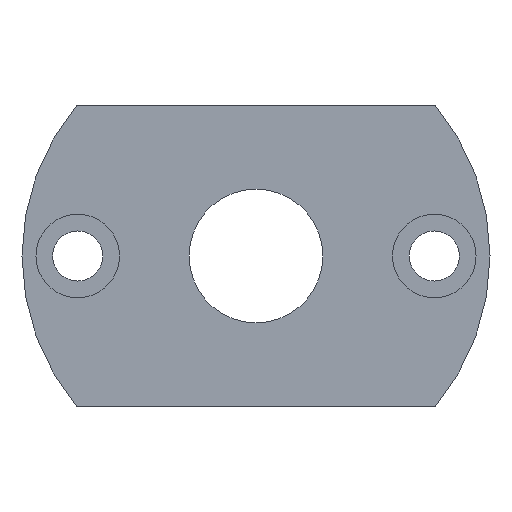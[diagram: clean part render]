
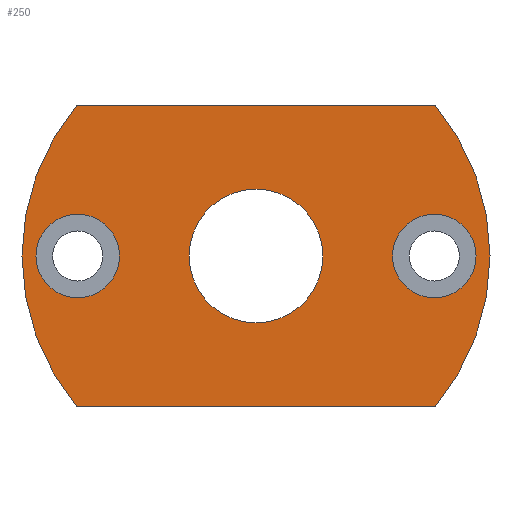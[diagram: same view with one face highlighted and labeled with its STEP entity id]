
A CAD part, left-side view. The second image highlights one B-rep face of the part: STEP entity #250.
In plain terms, the highlighted planar face has unit normal (-1, 0, 0).
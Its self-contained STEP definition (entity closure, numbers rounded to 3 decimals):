
#21=PLANE('',#283);
#30=CIRCLE('',#282,21.);
#31=CIRCLE('',#284,6.);
#32=CIRCLE('',#285,3.75);
#33=CIRCLE('',#286,3.75);
#34=CIRCLE('',#287,21.);
#52=ORIENTED_EDGE('',*,*,#106,.T.);
#53=ORIENTED_EDGE('',*,*,#107,.T.);
#54=ORIENTED_EDGE('',*,*,#108,.T.);
#55=ORIENTED_EDGE('',*,*,#109,.F.);
#56=ORIENTED_EDGE('',*,*,#110,.F.);
#57=ORIENTED_EDGE('',*,*,#105,.F.);
#58=ORIENTED_EDGE('',*,*,#111,.F.);
#105=EDGE_CURVE('',#132,#130,#30,.T.);
#106=EDGE_CURVE('',#133,#133,#31,.T.);
#107=EDGE_CURVE('',#134,#134,#32,.F.);
#108=EDGE_CURVE('',#135,#135,#33,.T.);
#109=EDGE_CURVE('',#136,#137,#34,.T.);
#110=EDGE_CURVE('',#130,#136,#154,.T.);
#111=EDGE_CURVE('',#137,#132,#155,.T.);
#130=VERTEX_POINT('',#405);
#132=VERTEX_POINT('',#409);
#133=VERTEX_POINT('',#413);
#134=VERTEX_POINT('',#415);
#135=VERTEX_POINT('',#417);
#136=VERTEX_POINT('',#419);
#137=VERTEX_POINT('',#420);
#154=LINE('',#421,#162);
#155=LINE('',#422,#163);
#162=VECTOR('',#337,1000.);
#163=VECTOR('',#338,1000.);
#169=EDGE_LOOP('',(#52));
#170=EDGE_LOOP('',(#53));
#171=EDGE_LOOP('',(#54));
#172=EDGE_LOOP('',(#55,#56,#57,#58));
#205=FACE_BOUND('',#169,.T.);
#206=FACE_BOUND('',#170,.T.);
#207=FACE_BOUND('',#171,.T.);
#208=FACE_BOUND('',#172,.T.);
#250=ADVANCED_FACE('',(#205,#206,#207,#208),#21,.T.);
#282=AXIS2_PLACEMENT_3D('',#410,#325,#326);
#283=AXIS2_PLACEMENT_3D('',#411,#327,#328);
#284=AXIS2_PLACEMENT_3D('',#412,#329,#330);
#285=AXIS2_PLACEMENT_3D('',#414,#331,#332);
#286=AXIS2_PLACEMENT_3D('',#416,#333,#334);
#287=AXIS2_PLACEMENT_3D('',#418,#335,#336);
#325=DIRECTION('',(1.,0.,0.));
#326=DIRECTION('',(0.,0.,-1.));
#327=DIRECTION('',(-1.,0.,0.));
#328=DIRECTION('',(0.,0.,1.));
#329=DIRECTION('',(1.,0.,0.));
#330=DIRECTION('',(0.,0.,-1.));
#331=DIRECTION('',(-1.,0.,0.));
#332=DIRECTION('',(0.,0.,1.));
#333=DIRECTION('',(1.,0.,0.));
#334=DIRECTION('',(0.,0.,-1.));
#335=DIRECTION('',(1.,0.,0.));
#336=DIRECTION('',(0.,0.,-1.));
#337=DIRECTION('',(0.,1.,0.));
#338=DIRECTION('',(0.,-1.,0.));
#405=CARTESIAN_POINT('',(0.,-16.086,-13.5));
#409=CARTESIAN_POINT('',(0.,-16.086,13.5));
#410=CARTESIAN_POINT('',(0.,0.,0.));
#411=CARTESIAN_POINT('',(0.,21.,0.));
#412=CARTESIAN_POINT('',(0.,0.,0.));
#413=CARTESIAN_POINT('',(0.,0.,-6.));
#414=CARTESIAN_POINT('',(0.,16.,0.));
#415=CARTESIAN_POINT('',(0.,16.,3.75));
#416=CARTESIAN_POINT('',(0.,-16.,0.));
#417=CARTESIAN_POINT('',(0.,-16.,-3.75));
#418=CARTESIAN_POINT('',(0.,0.,0.));
#419=CARTESIAN_POINT('',(0.,16.086,-13.5));
#420=CARTESIAN_POINT('',(0.,16.086,13.5));
#421=CARTESIAN_POINT('',(0.,-16.086,-13.5));
#422=CARTESIAN_POINT('',(0.,16.086,13.5));
